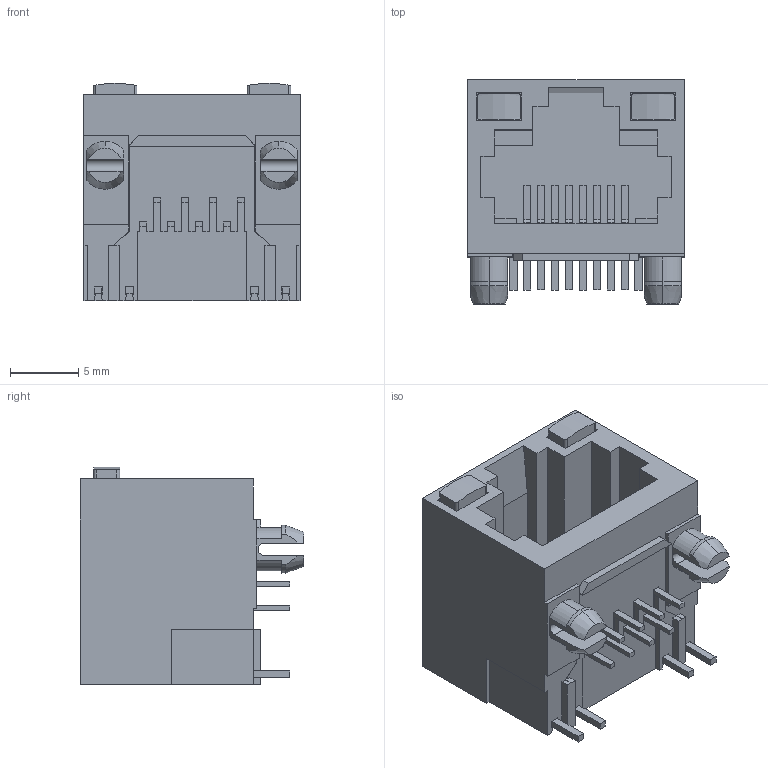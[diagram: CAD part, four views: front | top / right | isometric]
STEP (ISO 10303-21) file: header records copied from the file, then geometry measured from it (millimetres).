
FILE_DESCRIPTION (( 'STEP AP203' ), '1' );
FILE_NAME ('MTJ-88ARX1-LH.STEP', '2012-09-26T07:35:49', ( 'ox01ox01' ), ( 'FDZone' ), 'SwSTEP 2.0', 'SolidWorks 2012', '' );
FILE_SCHEMA (( 'CONFIG_CONTROL_DESIGN' ));
Length unit declared in the file: millimetre
Products named in the file (1): MTJ-88ARX1-LH
Bounding box: 15.8 x 16.37 x 15.89 mm (x, y, z)
Volume: 1957.3 mm3; surface area: 2116.8 mm2
Topology: 2 solids, 2 shells, 341 faces, 931 edges, 620 vertices
Faces by surface type: plane 303, cylinder 32, cone 6
Entity records: 10742 total; most frequent: CARTESIAN_POINT 1997, ORIENTED_EDGE 1862, DIRECTION 1653, EDGE_CURVE 931, LINE 845, VECTOR 845, VERTEX_POINT 620, AXIS2_PLACEMENT_3D 404
